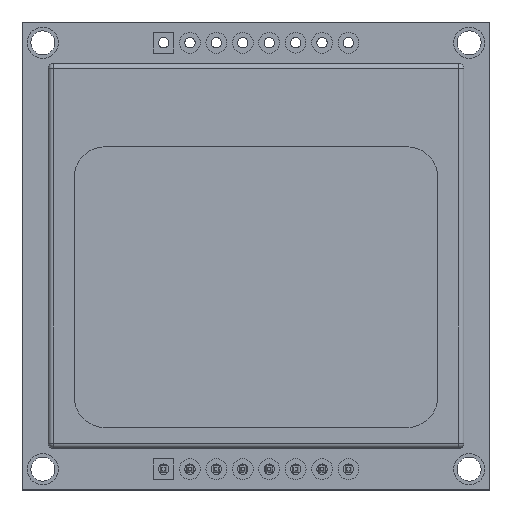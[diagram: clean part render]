
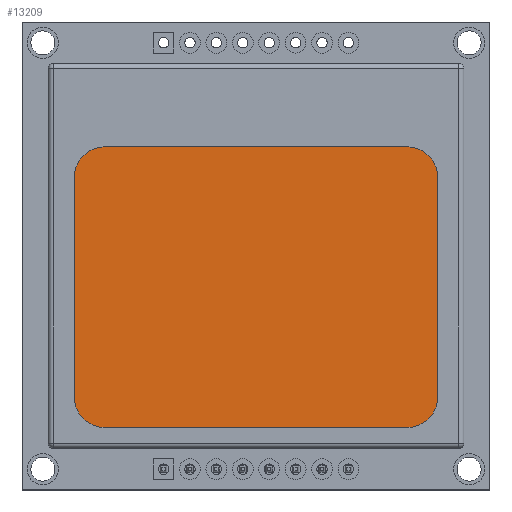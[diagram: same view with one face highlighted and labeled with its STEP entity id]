
A CAD part, top view. The second image highlights one B-rep face of the part: STEP entity #13209.
In plain terms, the highlighted planar face has unit normal (0, 0, 1).
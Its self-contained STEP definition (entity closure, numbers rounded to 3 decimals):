
#238=PLANE('',#14160);
#855=FACE_OUTER_BOUND('',#1599,.T.);
#1599=EDGE_LOOP('',(#9392,#9393,#9394,#9395,#9396,#9397,#9398,#9399));
#2314=LINE('',#19084,#3846);
#2317=LINE('',#19092,#3849);
#2320=LINE('',#19100,#3852);
#2323=LINE('',#19107,#3855);
#3846=VECTOR('',#15643,1000.);
#3849=VECTOR('',#15652,1000.);
#3852=VECTOR('',#15661,1000.);
#3855=VECTOR('',#15670,1000.);
#5468=CIRCLE('',#14149,3.);
#5469=CIRCLE('',#14152,3.);
#5470=CIRCLE('',#14155,3.);
#5471=CIRCLE('',#14158,3.);
#5844=VERTEX_POINT('',#19077);
#5845=VERTEX_POINT('',#19079);
#5846=VERTEX_POINT('',#19083);
#5847=VERTEX_POINT('',#19087);
#5848=VERTEX_POINT('',#19091);
#5849=VERTEX_POINT('',#19095);
#5850=VERTEX_POINT('',#19099);
#5851=VERTEX_POINT('',#19103);
#7169=EDGE_CURVE('',#5845,#5844,#5468,.T.);
#7171=EDGE_CURVE('',#5846,#5845,#2314,.T.);
#7173=EDGE_CURVE('',#5847,#5846,#5469,.T.);
#7175=EDGE_CURVE('',#5848,#5847,#2317,.T.);
#7177=EDGE_CURVE('',#5849,#5848,#5470,.T.);
#7179=EDGE_CURVE('',#5850,#5849,#2320,.T.);
#7181=EDGE_CURVE('',#5851,#5850,#5471,.T.);
#7183=EDGE_CURVE('',#5844,#5851,#2323,.T.);
#9392=ORIENTED_EDGE('',*,*,#7169,.T.);
#9393=ORIENTED_EDGE('',*,*,#7183,.T.);
#9394=ORIENTED_EDGE('',*,*,#7181,.T.);
#9395=ORIENTED_EDGE('',*,*,#7179,.T.);
#9396=ORIENTED_EDGE('',*,*,#7177,.T.);
#9397=ORIENTED_EDGE('',*,*,#7175,.T.);
#9398=ORIENTED_EDGE('',*,*,#7173,.T.);
#9399=ORIENTED_EDGE('',*,*,#7171,.T.);
#13209=ADVANCED_FACE('',(#855),#238,.T.);
#14149=AXIS2_PLACEMENT_3D('',#19080,#15638,#15639);
#14152=AXIS2_PLACEMENT_3D('',#19088,#15647,#15648);
#14155=AXIS2_PLACEMENT_3D('',#19096,#15656,#15657);
#14158=AXIS2_PLACEMENT_3D('',#19104,#15665,#15666);
#14160=AXIS2_PLACEMENT_3D('',#19108,#15671,#15672);
#15638=DIRECTION('center_axis',(0.,0.,1.));
#15639=DIRECTION('ref_axis',(1.,0.,0.));
#15643=DIRECTION('',(0.,-1.,0.));
#15647=DIRECTION('center_axis',(0.,0.,1.));
#15648=DIRECTION('ref_axis',(1.,0.,0.));
#15652=DIRECTION('',(-1.,0.,0.));
#15656=DIRECTION('center_axis',(0.,0.,1.));
#15657=DIRECTION('ref_axis',(-1.,0.,0.));
#15661=DIRECTION('',(0.,1.,0.));
#15665=DIRECTION('center_axis',(0.,0.,1.));
#15666=DIRECTION('ref_axis',(1.,0.,0.));
#15670=DIRECTION('',(1.,0.,0.));
#15671=DIRECTION('center_axis',(0.,0.,1.));
#15672=DIRECTION('ref_axis',(1.,0.,0.));
#19077=CARTESIAN_POINT('',(-14.5,-16.5,14.3));
#19079=CARTESIAN_POINT('',(-17.5,-13.5,14.3));
#19080=CARTESIAN_POINT('Origin',(-14.5,-13.5,14.3));
#19083=CARTESIAN_POINT('',(-17.5,7.5,14.3));
#19084=CARTESIAN_POINT('',(-17.5,7.5,14.3));
#19087=CARTESIAN_POINT('',(-14.5,10.5,14.3));
#19088=CARTESIAN_POINT('Origin',(-14.5,7.5,14.3));
#19091=CARTESIAN_POINT('',(14.5,10.5,14.3));
#19092=CARTESIAN_POINT('',(-14.5,10.5,14.3));
#19095=CARTESIAN_POINT('',(17.5,7.5,14.3));
#19096=CARTESIAN_POINT('Origin',(14.5,7.5,14.3));
#19099=CARTESIAN_POINT('',(17.5,-13.5,14.3));
#19100=CARTESIAN_POINT('',(17.5,7.5,14.3));
#19103=CARTESIAN_POINT('',(14.5,-16.5,14.3));
#19104=CARTESIAN_POINT('Origin',(14.5,-13.5,14.3));
#19107=CARTESIAN_POINT('',(-14.5,-16.5,14.3));
#19108=CARTESIAN_POINT('Origin',(-14.5,-13.5,14.3));
